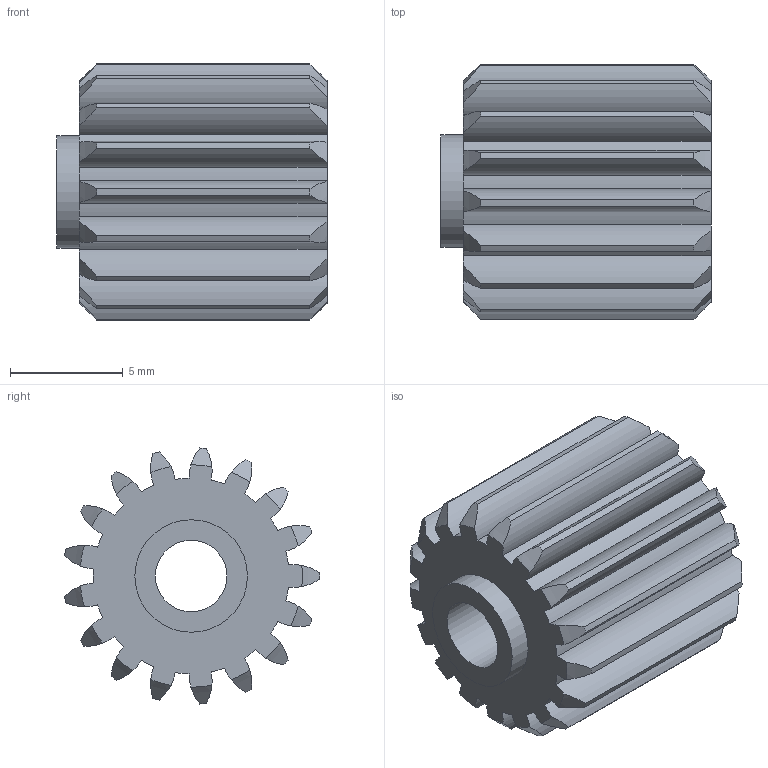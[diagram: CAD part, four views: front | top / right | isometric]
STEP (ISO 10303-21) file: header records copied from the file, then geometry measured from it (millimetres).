
FILE_DESCRIPTION (( 'STEP AP214' ), '1' );
FILE_NAME ('am-2068a 17T 0.6MOD .125r.STEP', '2019-04-16T17:57:23', ( '' ), ( '' ), 'SwSTEP 2.0', 'SolidWorks 2018', '' );
FILE_SCHEMA (( 'AUTOMOTIVE_DESIGN' ));
Length unit declared in the file: millimetre
Products named in the file (1): am-2068a 17T 0.6MOD .125r
Bounding box: 12 x 11.33 x 11.37 mm (x, y, z)
Volume: 778.3 mm3; surface area: 965.2 mm2
Topology: 1 solids, 1 shells, 107 faces, 312 edges, 208 vertices
Faces by surface type: cylinder 70, cone 34, plane 3
Full cylindrical faces by diameter (mm): 3.175 x1, 5 x1
Entity records: 3736 total; most frequent: CARTESIAN_POINT 830, DIRECTION 632, ORIENTED_EDGE 620, EDGE_CURVE 310, AXIS2_PLACEMENT_3D 282, VERTEX_POINT 208, CIRCLE 174, EDGE_LOOP 112
